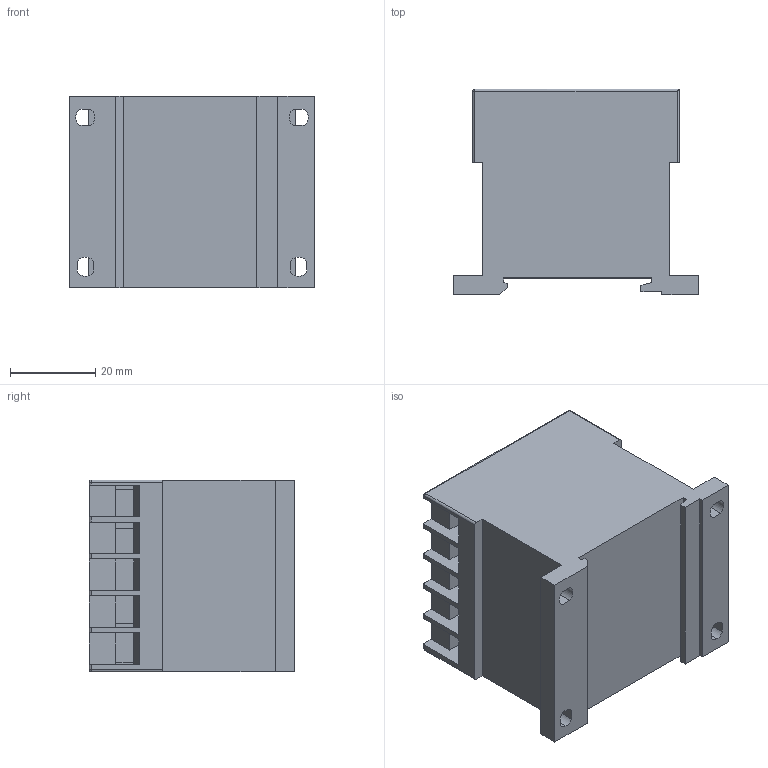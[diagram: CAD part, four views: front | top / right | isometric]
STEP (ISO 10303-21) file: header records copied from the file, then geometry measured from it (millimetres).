
FILE_DESCRIPTION (( 'STEP AP203' ), '1' );
FILE_NAME ('K1.STEP', '2014-03-10T14:14:16', ( '' ), ( '' ), 'SwSTEP 2.0', 'SolidWorks 2014', '' );
FILE_SCHEMA (( 'CONFIG_CONTROL_DESIGN' ));
Length unit declared in the file: millimetre
Products named in the file (1): K1
Bounding box: 57.5 x 48.2 x 45 mm (x, y, z)
Volume: 87913.5 mm3; surface area: 18183.7 mm2
Topology: 1 solids, 1 shells, 170 faces, 514 edges, 340 vertices
Faces by surface type: plane 125, cylinder 42, bspline 3
Entity records: 5895 total; most frequent: CARTESIAN_POINT 1076, ORIENTED_EDGE 1028, DIRECTION 943, EDGE_CURVE 514, VECTOR 417, LINE 417, VERTEX_POINT 340, AXIS2_PLACEMENT_3D 263
